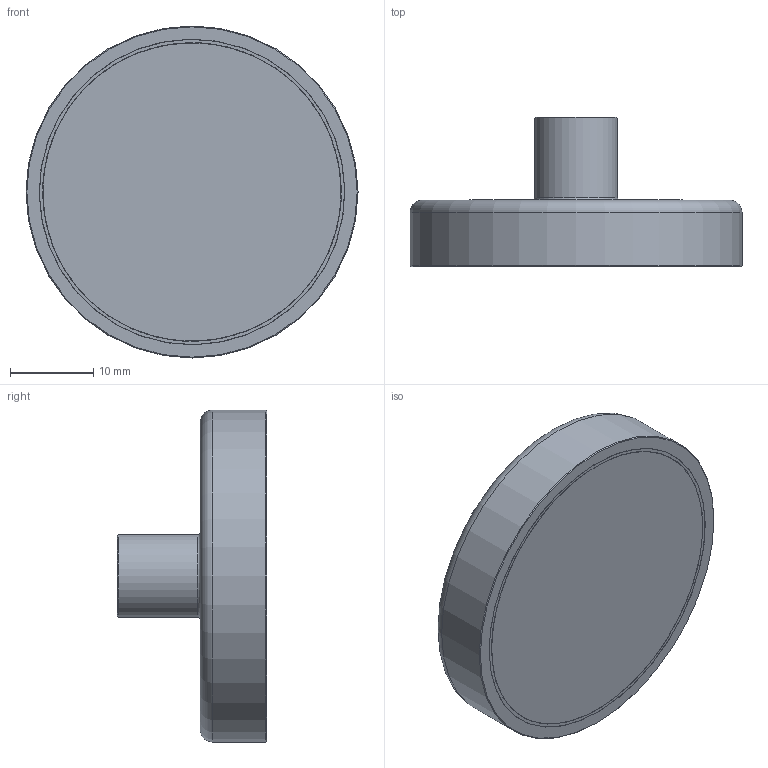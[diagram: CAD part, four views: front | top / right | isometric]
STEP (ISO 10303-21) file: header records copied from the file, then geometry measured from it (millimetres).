
FILE_DESCRIPTION(/* description */ (''),/* implementation_level */ '2;1');
FILE_NAME(/* name */ 'GM16507.stp',/* time_stamp */ '2019-09-25T10:10:05+02:00',/* author */ ('PV'),/* organization */ (''),/* preprocessor_version */ 'ST-DEVELOPER v17.2',/* originating_system */ 'Autodesk Inventor 2019',/* authorisation */ '');
FILE_SCHEMA (('AUTOMOTIVE_DESIGN { 1 0 10303 214 3 1 1 }'));
Length unit declared in the file: millimetre
Products named in the file (4): GM16507; E0122954; E0122955; E0122953
Assembly tree (3 placements, depth 2):
  GM16507
    E0122954
    E0122955
    E0122953
Bounding box: 40 x 18 x 40 mm (x, y, z)
Volume: 10612.4 mm3; surface area: 8710.1 mm2
Topology: 3 solids, 3 shells, 21 faces, 47 edges, 34 vertices
Faces by surface type: plane 8, cylinder 7, torus 4, cone 2
Full cylindrical faces by diameter (mm): 4.2 x1, 10 x1, 36 x2, 36.8 x2, 40 x1
Entity records: 777 total; most frequent: DIRECTION 141, CARTESIAN_POINT 109, ORIENTED_EDGE 94, AXIS2_PLACEMENT_3D 66, EDGE_CURVE 47, CIRCLE 38, VERTEX_POINT 34, EDGE_LOOP 27
